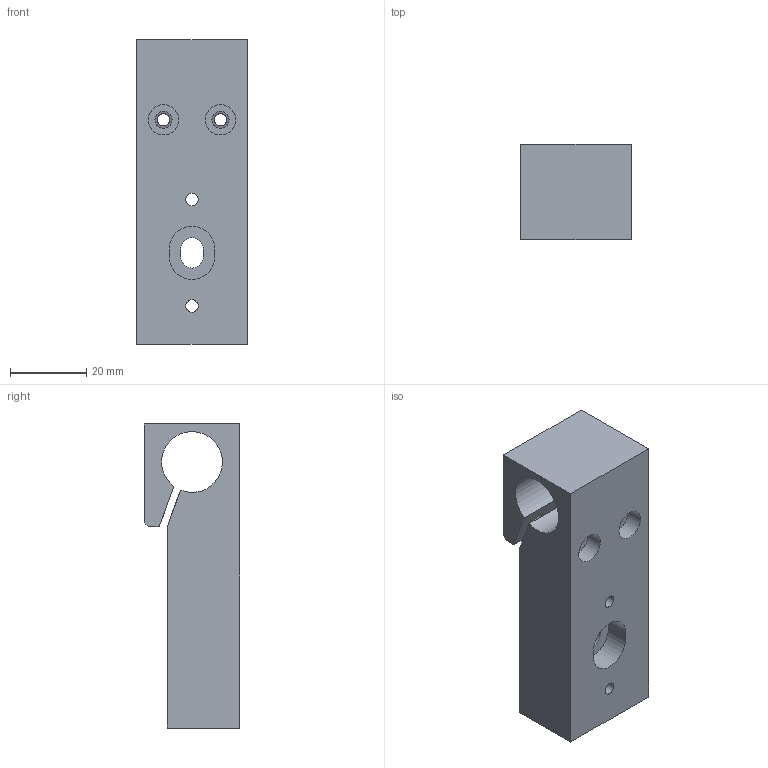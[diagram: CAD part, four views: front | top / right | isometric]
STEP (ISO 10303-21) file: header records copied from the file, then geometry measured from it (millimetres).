
FILE_DESCRIPTION(/* description */ (''),/* implementation_level */ '2;1');
FILE_NAME(/* name */ 'Bloque glissire.stp',/* time_stamp */ '2023-02-09T09:41:44+01:00',/* author */ ('ethomas'),/* organization */ (''),/* preprocessor_version */ 'ST-DEVELOPER v19.2',/* originating_system */ 'Autodesk Inventor 2023',/* authorisation */ '');
FILE_SCHEMA (('AUTOMOTIVE_DESIGN { 1 0 10303 214 3 1 1 }'));
Length unit declared in the file: millimetre
Products named in the file (1): Bloque glissière
Bounding box: 29 x 25 x 80 mm (x, y, z)
Volume: 37322.5 mm3; surface area: 12671 mm2
Topology: 1 solids, 1 shells, 36 faces, 92 edges, 61 vertices
Faces by surface type: plane 22, cylinder 14
Full cylindrical faces by diameter (mm): 3.242 x4, 4.5 x2, 8 x2
Entity records: 1168 total; most frequent: DIRECTION 195, CARTESIAN_POINT 190, ORIENTED_EDGE 184, EDGE_CURVE 92, AXIS2_PLACEMENT_3D 66, LINE 63, VECTOR 63, VERTEX_POINT 61
